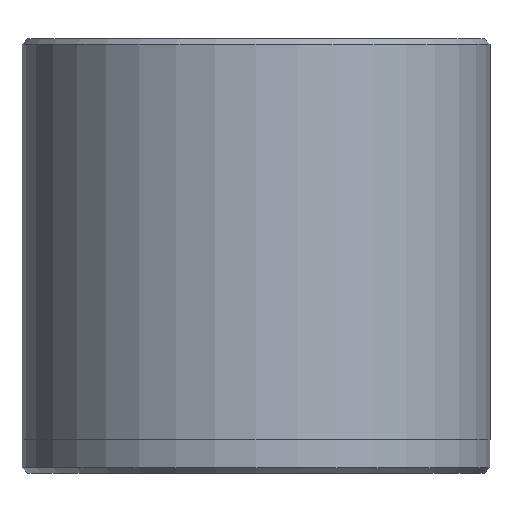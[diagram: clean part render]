
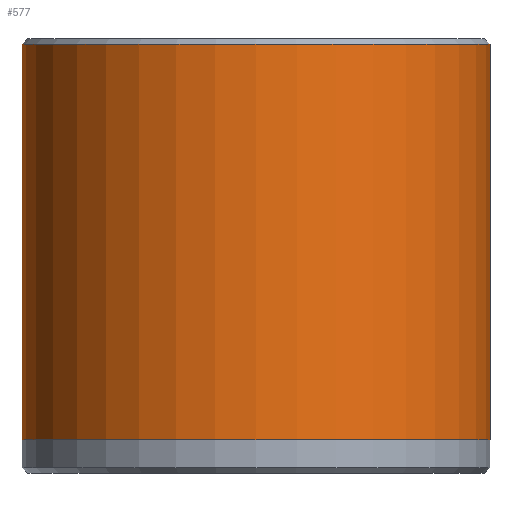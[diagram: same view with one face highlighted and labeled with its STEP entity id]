
A CAD part, front view. The second image highlights one B-rep face of the part: STEP entity #577.
In plain terms, the highlighted cylindrical face has radius 21 mm (diameter 42 mm), a partial arc.
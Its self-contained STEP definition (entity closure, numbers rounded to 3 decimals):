
#29 = CARTESIAN_POINT ( 'NONE',  ( -21., 0., 39. ) ) ;
#76 = CIRCLE ( 'NONE', #1311, 21. ) ;
#115 = FACE_OUTER_BOUND ( 'NONE', #845, .T. ) ;
#176 = DIRECTION ( 'NONE',  ( -1., 0., 0. ) ) ;
#214 = CARTESIAN_POINT ( 'NONE',  ( 0., 0., 3. ) ) ;
#271 = ORIENTED_EDGE ( 'NONE', *, *, #532, .F. ) ;
#310 = DIRECTION ( 'NONE',  ( 0., 0., -1. ) ) ;
#323 = ORIENTED_EDGE ( 'NONE', *, *, #590, .T. ) ;
#350 = DIRECTION ( 'NONE',  ( -1., 0., 0. ) ) ;
#448 = CARTESIAN_POINT ( 'NONE',  ( 21., 0., 3. ) ) ;
#471 = VERTEX_POINT ( 'NONE', #900 ) ;
#532 = EDGE_CURVE ( 'NONE', #1416, #1392, #878, .T. ) ;
#539 = LINE ( 'NONE', #29, #1174 ) ;
#549 = ORIENTED_EDGE ( 'NONE', *, *, #557, .T. ) ;
#557 = EDGE_CURVE ( 'NONE', #1395, #471, #539, .T. ) ;
#577 = ADVANCED_FACE ( 'NONE', ( #115 ), #795, .T. ) ;
#590 = EDGE_CURVE ( 'NONE', #1416, #1395, #1401, .T. ) ;
#613 = ORIENTED_EDGE ( 'NONE', *, *, #616, .F. ) ;
#616 = EDGE_CURVE ( 'NONE', #1392, #471, #76, .T. ) ;
#668 = DIRECTION ( 'NONE',  ( 0., 0., -1. ) ) ;
#762 = DIRECTION ( 'NONE',  ( 0., 0., -1. ) ) ;
#795 = CYLINDRICAL_SURFACE ( 'NONE', #1169, 21. ) ;
#845 = EDGE_LOOP ( 'NONE', ( #271, #323, #549, #613 ) ) ;
#878 = LINE ( 'NONE', #1041, #1512 ) ;
#900 = CARTESIAN_POINT ( 'NONE',  ( -21., 0., 3. ) ) ;
#1041 = CARTESIAN_POINT ( 'NONE',  ( 21., 0., 39. ) ) ;
#1107 = CARTESIAN_POINT ( 'NONE',  ( 0., 0., 39. ) ) ;
#1142 = DIRECTION ( 'NONE',  ( 0., 0., -1. ) ) ;
#1169 = AXIS2_PLACEMENT_3D ( 'NONE', #1107, #310, #176 ) ;
#1174 = VECTOR ( 'NONE', #1555, 1000. ) ;
#1218 = CARTESIAN_POINT ( 'NONE',  ( -21., 0., 38.5 ) ) ;
#1252 = AXIS2_PLACEMENT_3D ( 'NONE', #1482, #762, #1597 ) ;
#1311 = AXIS2_PLACEMENT_3D ( 'NONE', #214, #1142, #350 ) ;
#1392 = VERTEX_POINT ( 'NONE', #448 ) ;
#1395 = VERTEX_POINT ( 'NONE', #1218 ) ;
#1401 = CIRCLE ( 'NONE', #1252, 21. ) ;
#1416 = VERTEX_POINT ( 'NONE', #1442 ) ;
#1442 = CARTESIAN_POINT ( 'NONE',  ( 21., 0., 38.5 ) ) ;
#1482 = CARTESIAN_POINT ( 'NONE',  ( 0., 0., 38.5 ) ) ;
#1512 = VECTOR ( 'NONE', #668, 1000. ) ;
#1555 = DIRECTION ( 'NONE',  ( 0., 0., -1. ) ) ;
#1597 = DIRECTION ( 'NONE',  ( 1., 0., 0. ) ) ;
